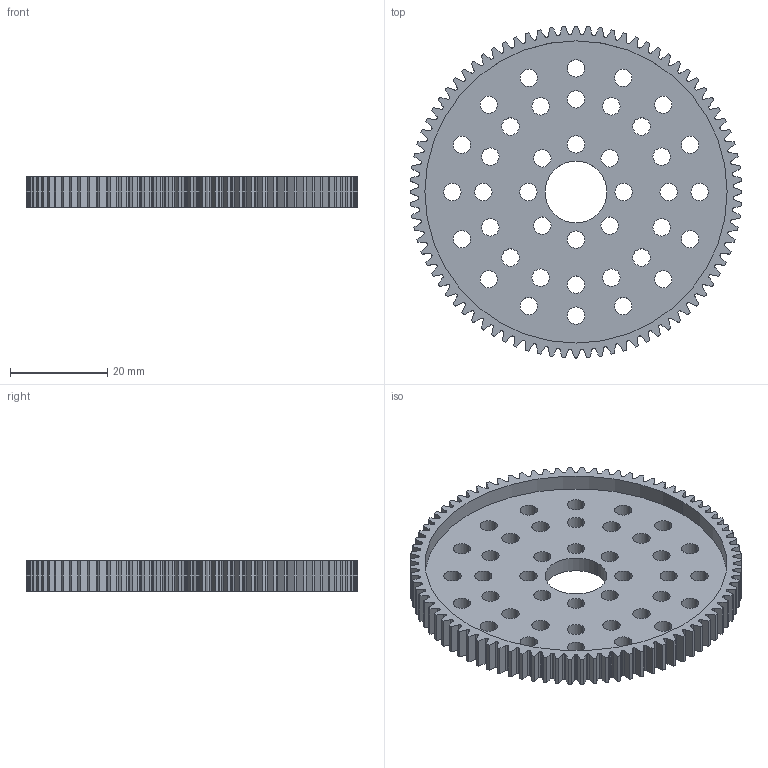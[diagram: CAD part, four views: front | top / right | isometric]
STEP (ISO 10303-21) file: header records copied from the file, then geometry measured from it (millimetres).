
FILE_DESCRIPTION (( 'STEP AP203' ), '1' );
FILE_NAME ('615210.STEP', '2016-10-04T20:22:26', ( '' ), ( '' ), 'SwSTEP 2.0', 'SolidWorks 2014', '' );
FILE_SCHEMA (( 'CONFIG_CONTROL_DESIGN' ));
Length unit declared in the file: millimetre
Products named in the file (1): 615210
Bounding box: 68.26 x 68.26 x 6.35 mm (x, y, z)
Volume: 10811.9 mm3; surface area: 10679.6 mm2
Topology: 1 solids, 1 shells, 760 faces, 2271 edges, 1514 vertices
Faces by surface type: bspline 336, cylinder 253, plane 171
Entity records: 36514 total; most frequent: CARTESIAN_POINT 17650, ORIENTED_EDGE 4542, DIRECTION 2955, EDGE_CURVE 2271, VERTEX_POINT 1514, VECTOR 1093, LINE 1093, AXIS2_PLACEMENT_3D 931
